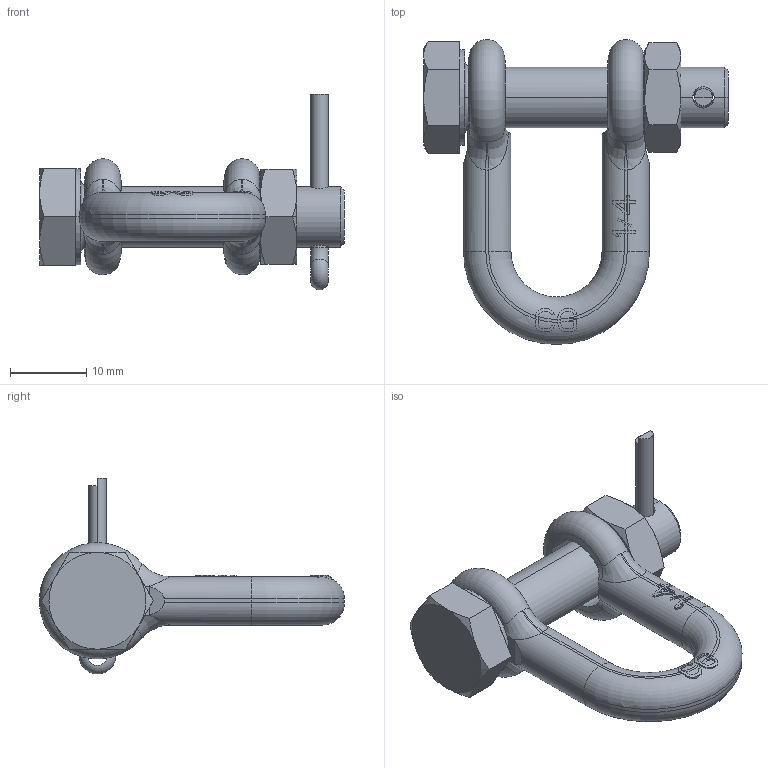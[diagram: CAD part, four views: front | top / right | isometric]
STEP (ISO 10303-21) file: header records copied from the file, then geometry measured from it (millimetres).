
FILE_DESCRIPTION((''),'2;1');
FILE_NAME('CROSBY_2150_025','2003-11-18T',('adoughty'),('The Crosby Group, Inc.'),'PRO/ENGINEER BY PARAMETRIC TECHNOLOGY CORPORATION, 2001150','PRO/ENGINEER BY PARAMETRIC TECHNOLOGY CORPORATION, 2001150','');
FILE_SCHEMA(('CONFIG_CONTROL_DESIGN'));
Length unit declared in the file: inch
Products named in the file (1): CROSBY_2150_025
Bounding box: 39.93 x 39.98 x 25.69 mm (x, y, z)
Volume: 5506.6 mm3; surface area: 4231.8 mm2
Topology: 3 solids, 3 shells, 239 faces, 661 edges, 424 vertices
Faces by surface type: plane 153, cylinder 34, bspline 20, torus 16, cone 16
Entity records: 9227 total; most frequent: CARTESIAN_POINT 3651, ORIENTED_EDGE 1322, DIRECTION 925, EDGE_CURVE 661, VERTEX_POINT 424, AXIS2_PLACEMENT_3D 338, B_SPLINE_CURVE_WITH_KNOTS 293, VECTOR 249
